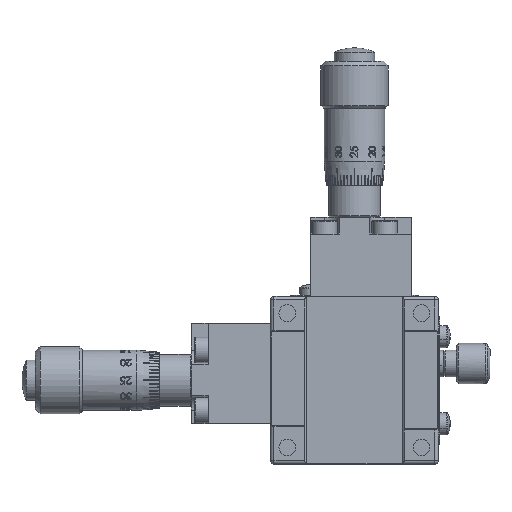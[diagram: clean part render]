
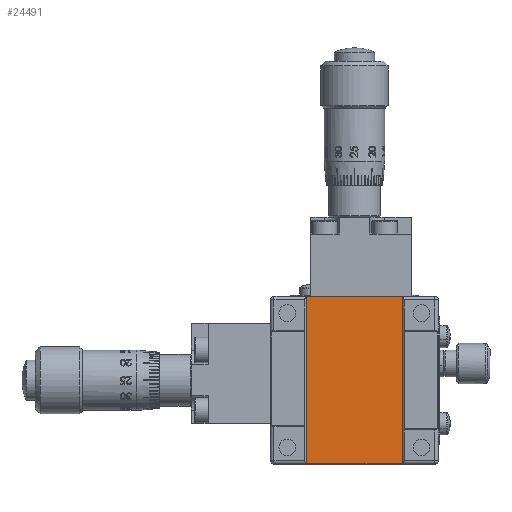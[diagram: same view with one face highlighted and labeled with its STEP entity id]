
A CAD part, front view. The second image highlights one B-rep face of the part: STEP entity #24491.
In plain terms, the highlighted planar face has unit normal (0, -1, 0).
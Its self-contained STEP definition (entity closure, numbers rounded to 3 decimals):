
#1779 = ORIENTED_EDGE ( 'NONE', *, *, #19020, .T. ) ;
#2349 = CARTESIAN_POINT ( 'NONE',  ( 7.1, 0.3, -12.5 ) ) ;
#3307 = CARTESIAN_POINT ( 'NONE',  ( -7.1, 0.3, -12.458 ) ) ;
#3389 = LINE ( 'NONE', #2349, #24238 ) ;
#9277 = DIRECTION ( 'NONE',  ( 1., 0., 0. ) ) ;
#10209 = VERTEX_POINT ( 'NONE', #31733 ) ;
#14274 = VECTOR ( 'NONE', #20136, 1000. ) ;
#14934 = LINE ( 'NONE', #42558, #46760 ) ;
#15601 = DIRECTION ( 'NONE',  ( 0., 1., 0. ) ) ;
#16178 = EDGE_CURVE ( 'NONE', #22643, #23798, #3389, .T. ) ;
#19020 = EDGE_CURVE ( 'NONE', #23798, #10209, #25342, .T. ) ;
#19116 = DIRECTION ( 'NONE',  ( 0., 0., 1. ) ) ;
#20136 = DIRECTION ( 'NONE',  ( -1., 0., 0. ) ) ;
#22643 = VERTEX_POINT ( 'NONE', #31254 ) ;
#23798 = VERTEX_POINT ( 'NONE', #30207 ) ;
#24238 = VECTOR ( 'NONE', #19116, 1000. ) ;
#24491 = ADVANCED_FACE ( 'NONE', ( #46288 ), #52841, .F. ) ;
#24821 = DIRECTION ( 'NONE',  ( 0., 0., 1. ) ) ;
#25342 = LINE ( 'NONE', #40853, #14274 ) ;
#26008 = VERTEX_POINT ( 'NONE', #3307 ) ;
#27368 = VECTOR ( 'NONE', #24821, 1000. ) ;
#27705 = ORIENTED_EDGE ( 'NONE', *, *, #28231, .T. ) ;
#28231 = EDGE_CURVE ( 'NONE', #26008, #22643, #14934, .T. ) ;
#30207 = CARTESIAN_POINT ( 'NONE',  ( 7.1, 0.3, 12.458 ) ) ;
#31254 = CARTESIAN_POINT ( 'NONE',  ( 7.1, 0.3, -12.458 ) ) ;
#31733 = CARTESIAN_POINT ( 'NONE',  ( -7.1, 0.3, 12.458 ) ) ;
#34772 = EDGE_CURVE ( 'NONE', #26008, #10209, #39775, .T. ) ;
#37180 = CARTESIAN_POINT ( 'NONE',  ( -7.1, 0.3, -12.5 ) ) ;
#37909 = ORIENTED_EDGE ( 'NONE', *, *, #34772, .F. ) ;
#39775 = LINE ( 'NONE', #37180, #27368 ) ;
#40853 = CARTESIAN_POINT ( 'NONE',  ( 7.1, 0.3, 12.458 ) ) ;
#41415 = ORIENTED_EDGE ( 'NONE', *, *, #16178, .T. ) ;
#42558 = CARTESIAN_POINT ( 'NONE',  ( -7.1, 0.3, -12.458 ) ) ;
#43724 = EDGE_LOOP ( 'NONE', ( #37909, #27705, #41415, #1779 ) ) ;
#44636 = DIRECTION ( 'NONE',  ( -1., 0., 0. ) ) ;
#46015 = AXIS2_PLACEMENT_3D ( 'NONE', #48652, #15601, #44636 ) ;
#46288 = FACE_OUTER_BOUND ( 'NONE', #43724, .T. ) ;
#46760 = VECTOR ( 'NONE', #9277, 1000. ) ;
#48652 = CARTESIAN_POINT ( 'NONE',  ( -7.1, 0.3, -12.5 ) ) ;
#52841 = PLANE ( 'NONE',  #46015 ) ;
